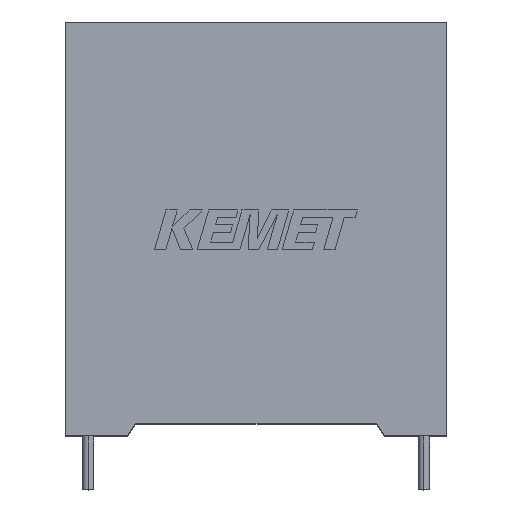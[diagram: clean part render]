
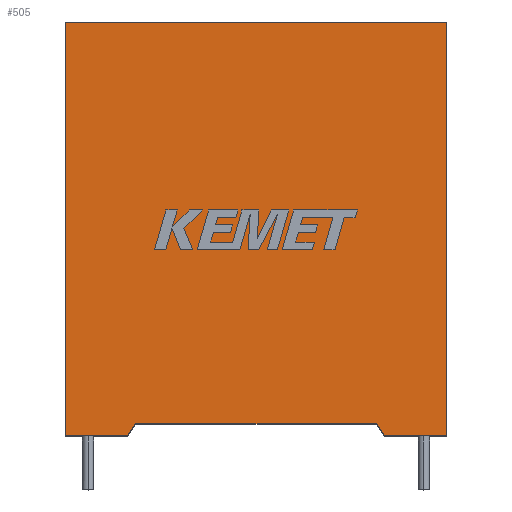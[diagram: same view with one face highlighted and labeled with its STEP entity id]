
A CAD part, top view. The second image highlights one B-rep face of the part: STEP entity #505.
In plain terms, the highlighted planar face has unit normal (0, 0, 1).
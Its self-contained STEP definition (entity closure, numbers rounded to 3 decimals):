
#132 = EDGE_CURVE ( 'NONE', #2711, #3053, #1132, .T. ) ;
#162 = DIRECTION ( 'NONE',  ( 0., 0., -1. ) ) ;
#305 = VECTOR ( 'NONE', #798, 1000. ) ;
#338 = DIRECTION ( 'NONE',  ( 0., -1., 0. ) ) ;
#378 = DIRECTION ( 'NONE',  ( -1., 0., 0. ) ) ;
#505 = ADVANCED_FACE ( 'NONE', ( #512 ), #1729, .F. ) ;
#512 = FACE_OUTER_BOUND ( 'NONE', #2154, .T. ) ;
#545 = CARTESIAN_POINT ( 'NONE',  ( 0., 0., 35.4 ) ) ;
#602 = ORIENTED_EDGE ( 'NONE', *, *, #132, .F. ) ;
#626 = DIRECTION ( 'NONE',  ( 1., 0., 0. ) ) ;
#665 = VECTOR ( 'NONE', #918, 1000. ) ;
#798 = DIRECTION ( 'NONE',  ( -1., 0., 0. ) ) ;
#846 = CARTESIAN_POINT ( 'NONE',  ( 6.95, 0., 35.4 ) ) ;
#866 = CARTESIAN_POINT ( 'NONE',  ( 0., 0., 35.4 ) ) ;
#899 = VERTEX_POINT ( 'NONE', #846 ) ;
#918 = DIRECTION ( 'NONE',  ( 0., 1., 0. ) ) ;
#929 = AXIS2_PLACEMENT_3D ( 'NONE', #2801, #162, #378 ) ;
#949 = ORIENTED_EDGE ( 'NONE', *, *, #2710, .T. ) ;
#990 = ORIENTED_EDGE ( 'NONE', *, *, #1023, .T. ) ;
#1023 = EDGE_CURVE ( 'NONE', #2963, #2909, #2372, .T. ) ;
#1054 = VECTOR ( 'NONE', #626, 1000. ) ;
#1132 = LINE ( 'NONE', #2405, #305 ) ;
#1159 = CARTESIAN_POINT ( 'NONE',  ( 34.75, 1.358, 35.4 ) ) ;
#1166 = CARTESIAN_POINT ( 'NONE',  ( 0., 46.2, 35.4 ) ) ;
#1177 = LINE ( 'NONE', #545, #2426 ) ;
#1179 = EDGE_CURVE ( 'NONE', #3406, #2369, #3154, .T. ) ;
#1227 = DIRECTION ( 'NONE',  ( 1., 0., 0. ) ) ;
#1236 = VECTOR ( 'NONE', #2194, 1000. ) ;
#1277 = LINE ( 'NONE', #2234, #3363 ) ;
#1315 = ORIENTED_EDGE ( 'NONE', *, *, #2141, .T. ) ;
#1376 = CARTESIAN_POINT ( 'NONE',  ( 35.65, 0., 35.4 ) ) ;
#1380 = EDGE_CURVE ( 'NONE', #2711, #3406, #1277, .T. ) ;
#1466 = EDGE_CURVE ( 'NONE', #3053, #899, #2443, .T. ) ;
#1614 = EDGE_CURVE ( 'NONE', #2369, #2963, #3068, .T. ) ;
#1661 = CARTESIAN_POINT ( 'NONE',  ( 0., 0., 35.4 ) ) ;
#1729 = PLANE ( 'NONE',  #929 ) ;
#1810 = ORIENTED_EDGE ( 'NONE', *, *, #1466, .F. ) ;
#1976 = CARTESIAN_POINT ( 'NONE',  ( 0., 46.2, 35.4 ) ) ;
#2009 = DIRECTION ( 'NONE',  ( -1., 0., 0. ) ) ;
#2017 = ORIENTED_EDGE ( 'NONE', *, *, #1614, .T. ) ;
#2050 = CARTESIAN_POINT ( 'NONE',  ( 42.6, 0., 35.4 ) ) ;
#2121 = VECTOR ( 'NONE', #1227, 1000. ) ;
#2141 = EDGE_CURVE ( 'NONE', #3430, #899, #2230, .T. ) ;
#2154 = EDGE_LOOP ( 'NONE', ( #602, #3317, #2989, #2017, #990, #949, #1315, #1810 ) ) ;
#2194 = DIRECTION ( 'NONE',  ( -0.552, -0.834, 0. ) ) ;
#2230 = LINE ( 'NONE', #866, #1054 ) ;
#2234 = CARTESIAN_POINT ( 'NONE',  ( 34.75, 1.358, 35.4 ) ) ;
#2241 = CARTESIAN_POINT ( 'NONE',  ( 42.6, 0., 35.4 ) ) ;
#2243 = CARTESIAN_POINT ( 'NONE',  ( 7.85, 1.358, 35.4 ) ) ;
#2281 = DIRECTION ( 'NONE',  ( 0.552, -0.834, 0. ) ) ;
#2369 = VERTEX_POINT ( 'NONE', #2050 ) ;
#2372 = LINE ( 'NONE', #1976, #3037 ) ;
#2405 = CARTESIAN_POINT ( 'NONE',  ( 21.3, 1.358, 35.4 ) ) ;
#2426 = VECTOR ( 'NONE', #338, 1000. ) ;
#2443 = LINE ( 'NONE', #2243, #1236 ) ;
#2519 = CARTESIAN_POINT ( 'NONE',  ( 42.6, 46.2, 35.4 ) ) ;
#2710 = EDGE_CURVE ( 'NONE', #2909, #3430, #1177, .T. ) ;
#2711 = VERTEX_POINT ( 'NONE', #1159 ) ;
#2801 = CARTESIAN_POINT ( 'NONE',  ( 0., 0., 35.4 ) ) ;
#2832 = CARTESIAN_POINT ( 'NONE',  ( 0., 0., 35.4 ) ) ;
#2909 = VERTEX_POINT ( 'NONE', #1166 ) ;
#2963 = VERTEX_POINT ( 'NONE', #2519 ) ;
#2989 = ORIENTED_EDGE ( 'NONE', *, *, #1179, .T. ) ;
#3037 = VECTOR ( 'NONE', #2009, 1000. ) ;
#3053 = VERTEX_POINT ( 'NONE', #3373 ) ;
#3068 = LINE ( 'NONE', #2241, #665 ) ;
#3154 = LINE ( 'NONE', #2832, #2121 ) ;
#3317 = ORIENTED_EDGE ( 'NONE', *, *, #1380, .T. ) ;
#3363 = VECTOR ( 'NONE', #2281, 1000. ) ;
#3373 = CARTESIAN_POINT ( 'NONE',  ( 7.85, 1.358, 35.4 ) ) ;
#3406 = VERTEX_POINT ( 'NONE', #1376 ) ;
#3430 = VERTEX_POINT ( 'NONE', #1661 ) ;
